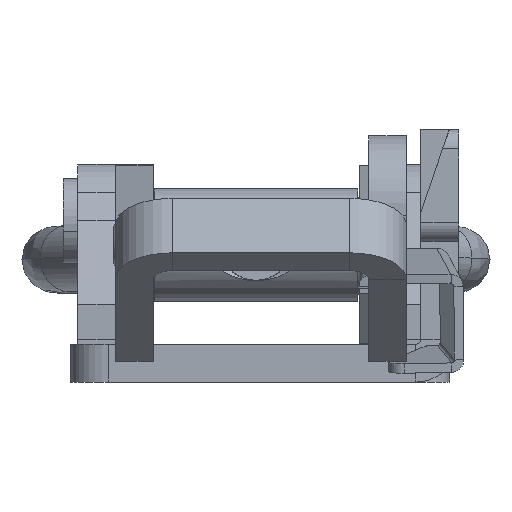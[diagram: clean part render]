
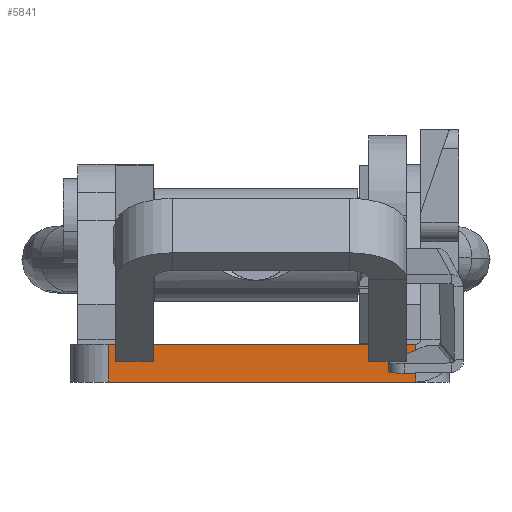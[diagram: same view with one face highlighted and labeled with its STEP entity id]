
A CAD part, front view. The second image highlights one B-rep face of the part: STEP entity #5841.
In plain terms, the highlighted face is planar.
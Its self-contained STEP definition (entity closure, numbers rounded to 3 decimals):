
#148 = EDGE_LOOP ( 'NONE', ( #4601, #6665, #3117, #7065 ) ) ;
#320 = EDGE_CURVE ( 'NONE', #2049, #411, #4022, .T. ) ;
#411 = VERTEX_POINT ( 'NONE', #3371 ) ;
#482 = VECTOR ( 'NONE', #936, 1000. ) ;
#536 = VERTEX_POINT ( 'NONE', #2474 ) ;
#832 = LINE ( 'NONE', #5938, #3881 ) ;
#853 = CARTESIAN_POINT ( 'NONE',  ( 39.5, -4., -4.25 ) ) ;
#936 = DIRECTION ( 'NONE',  ( 0., 1., 0. ) ) ;
#992 = VECTOR ( 'NONE', #6786, 1000. ) ;
#2017 = FACE_OUTER_BOUND ( 'NONE', #148, .T. ) ;
#2049 = VERTEX_POINT ( 'NONE', #853 ) ;
#2141 = EDGE_CURVE ( 'NONE', #2049, #4470, #5842, .T. ) ;
#2474 = CARTESIAN_POINT ( 'NONE',  ( 39.5, 0., -36.7 ) ) ;
#2586 = DIRECTION ( 'NONE',  ( 0., 0., -1. ) ) ;
#2643 = CARTESIAN_POINT ( 'NONE',  ( 39.5, -4., -36.7 ) ) ;
#2738 = CARTESIAN_POINT ( 'NONE',  ( 39.5, -4., -20. ) ) ;
#2871 = VECTOR ( 'NONE', #7209, 1000. ) ;
#3117 = ORIENTED_EDGE ( 'NONE', *, *, #2141, .T. ) ;
#3308 = DIRECTION ( 'NONE',  ( 0., 0., -1. ) ) ;
#3371 = CARTESIAN_POINT ( 'NONE',  ( 39.5, 0., -4.25 ) ) ;
#3535 = LINE ( 'NONE', #2643, #482 ) ;
#3807 = EDGE_CURVE ( 'NONE', #411, #536, #832, .T. ) ;
#3881 = VECTOR ( 'NONE', #2586, 1000. ) ;
#3899 = EDGE_CURVE ( 'NONE', #4470, #536, #3535, .T. ) ;
#4022 = LINE ( 'NONE', #4557, #992 ) ;
#4410 = CARTESIAN_POINT ( 'NONE',  ( 39.5, -4., -4.25 ) ) ;
#4470 = VERTEX_POINT ( 'NONE', #6887 ) ;
#4557 = CARTESIAN_POINT ( 'NONE',  ( 39.5, -4., -4.25 ) ) ;
#4601 = ORIENTED_EDGE ( 'NONE', *, *, #3807, .F. ) ;
#5543 = PLANE ( 'NONE',  #5706 ) ;
#5706 = AXIS2_PLACEMENT_3D ( 'NONE', #2738, #6664, #3308 ) ;
#5841 = ADVANCED_FACE ( 'NONE', ( #2017 ), #5543, .T. ) ;
#5842 = LINE ( 'NONE', #4410, #2871 ) ;
#5938 = CARTESIAN_POINT ( 'NONE',  ( 39.5, 0., -20. ) ) ;
#6664 = DIRECTION ( 'NONE',  ( 1., 0., 0. ) ) ;
#6665 = ORIENTED_EDGE ( 'NONE', *, *, #320, .F. ) ;
#6786 = DIRECTION ( 'NONE',  ( 0., 1., 0. ) ) ;
#6887 = CARTESIAN_POINT ( 'NONE',  ( 39.5, -4., -36.7 ) ) ;
#7065 = ORIENTED_EDGE ( 'NONE', *, *, #3899, .T. ) ;
#7209 = DIRECTION ( 'NONE',  ( 0., 0., -1. ) ) ;
